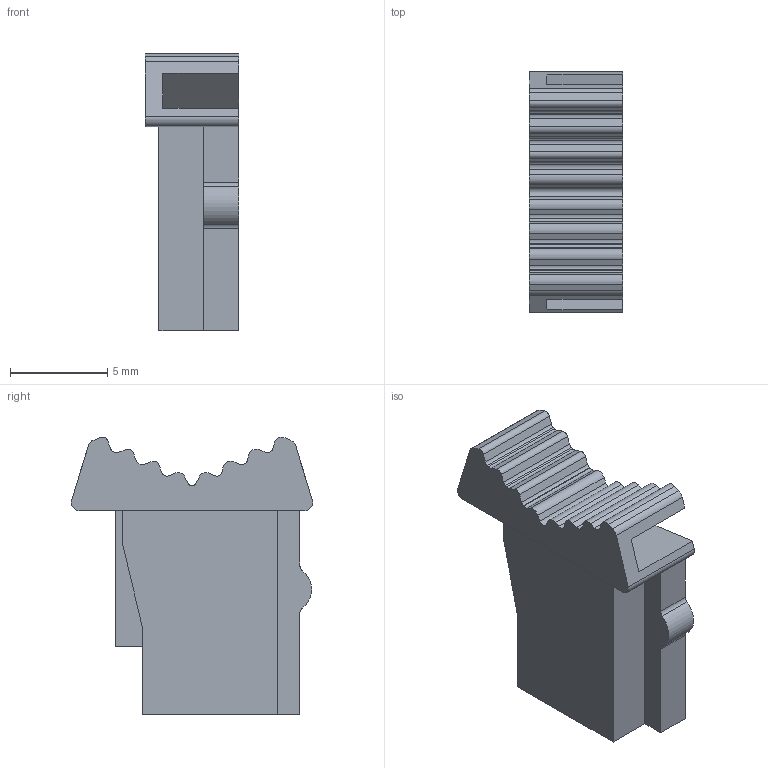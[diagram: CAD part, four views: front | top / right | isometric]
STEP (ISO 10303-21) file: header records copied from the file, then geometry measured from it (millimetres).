
FILE_DESCRIPTION(('CATIA V5R20 STEP214','CAx-IF Rec.Pracs.--- Model Styling and Organization---1.2---2011-12-15'),'2;1');
FILE_NAME ('8561475_2', '2015-12-15T10:15:22+00:00', ('Weidmueller Interface'), ('Weidmueller'), 'CATIA Version 5-6 Release 2014 SP4', 'CATIA V5 STEP AP214', 'none');
FILE_SCHEMA(('AUTOMOTIVE_DESIGN { 1 0 10303 214 1 1 1 1 }'));
Length unit declared in the file: millimetre
Products named in the file (1): 1514500000_APC_PG_PGTB_2-5
Bounding box: 4.8 x 12.42 x 14.27 mm (x, y, z)
Volume: 263.2 mm3; surface area: 644.9 mm2
Topology: 1 solids, 1 shells, 85 faces, 251 edges, 168 vertices
Faces by surface type: plane 55, cylinder 30
Entity records: 2788 total; most frequent: CARTESIAN_POINT 503, ORIENTED_EDGE 502, DIRECTION 411, EDGE_CURVE 251, VECTOR 187, LINE 187, VERTEX_POINT 168, AXIS2_PLACEMENT_3D 144
